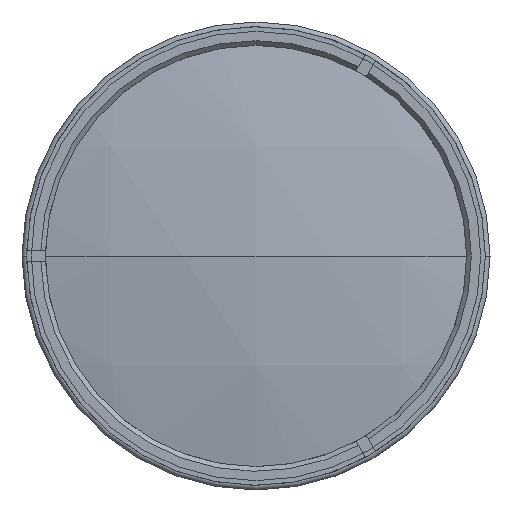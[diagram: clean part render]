
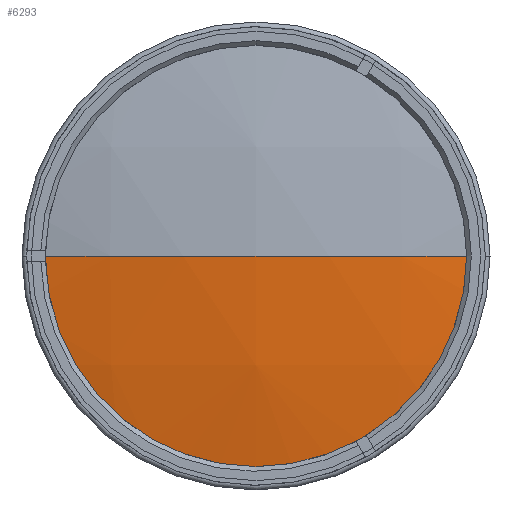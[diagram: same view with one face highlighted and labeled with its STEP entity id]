
A CAD part, left-side view. The second image highlights one B-rep face of the part: STEP entity #6293.
In plain terms, the highlighted spherical face has radius 224 mm.
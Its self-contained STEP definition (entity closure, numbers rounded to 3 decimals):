
#105 = DIRECTION ( 'NONE',  ( 0., 1., 0. ) ) ;
#162 = DIRECTION ( 'NONE',  ( 0., 0., 1. ) ) ;
#249 = VERTEX_POINT ( 'NONE', #6198 ) ;
#398 = DIRECTION ( 'NONE',  ( 0., 0., -1. ) ) ;
#707 = CARTESIAN_POINT ( 'NONE',  ( 36.615, 0., 0. ) ) ;
#1059 = CIRCLE ( 'NONE', #4259, 224. ) ;
#1500 = DIRECTION ( 'NONE',  ( -1., 0., 0. ) ) ;
#1826 = ORIENTED_EDGE ( 'NONE', *, *, #2111, .T. ) ;
#1890 = AXIS2_PLACEMENT_3D ( 'NONE', #3876, #162, #4492 ) ;
#2111 = EDGE_CURVE ( 'NONE', #3130, #7417, #3477, .T. ) ;
#2174 = EDGE_CURVE ( 'NONE', #7417, #249, #1059, .T. ) ;
#2476 = CARTESIAN_POINT ( 'NONE',  ( -182.505, -46.5, 0. ) ) ;
#2495 = AXIS2_PLACEMENT_3D ( 'NONE', #707, #3814, #105 ) ;
#2919 = SPHERICAL_SURFACE ( 'NONE', #2495, 224. ) ;
#3130 = VERTEX_POINT ( 'NONE', #4189 ) ;
#3338 = EDGE_CURVE ( 'NONE', #3130, #249, #7370, .T. ) ;
#3477 = CIRCLE ( 'NONE', #6063, 46.5 ) ;
#3814 = DIRECTION ( 'NONE',  ( 0., 0., -1. ) ) ;
#3876 = CARTESIAN_POINT ( 'NONE',  ( 36.615, 0., 0. ) ) ;
#4101 = CARTESIAN_POINT ( 'NONE',  ( 36.615, 0., 0. ) ) ;
#4189 = CARTESIAN_POINT ( 'NONE',  ( -182.505, 46.5, 0. ) ) ;
#4259 = AXIS2_PLACEMENT_3D ( 'NONE', #4101, #398, #4716 ) ;
#4492 = DIRECTION ( 'NONE',  ( 0., -1., 0. ) ) ;
#4716 = DIRECTION ( 'NONE',  ( 0., 1., 0. ) ) ;
#5192 = CARTESIAN_POINT ( 'NONE',  ( -182.505, 0., 0. ) ) ;
#5297 = ORIENTED_EDGE ( 'NONE', *, *, #2174, .T. ) ;
#5814 = DIRECTION ( 'NONE',  ( 0., 0., 1. ) ) ;
#6063 = AXIS2_PLACEMENT_3D ( 'NONE', #5192, #1500, #5814 ) ;
#6198 = CARTESIAN_POINT ( 'NONE',  ( -187.385, 0., 0. ) ) ;
#6293 = ADVANCED_FACE ( 'NONE', ( #6582 ), #2919, .T. ) ;
#6416 = EDGE_LOOP ( 'NONE', ( #1826, #5297, #6817 ) ) ;
#6582 = FACE_OUTER_BOUND ( 'NONE', #6416, .T. ) ;
#6817 = ORIENTED_EDGE ( 'NONE', *, *, #3338, .F. ) ;
#7370 = CIRCLE ( 'NONE', #1890, 224. ) ;
#7417 = VERTEX_POINT ( 'NONE', #2476 ) ;
